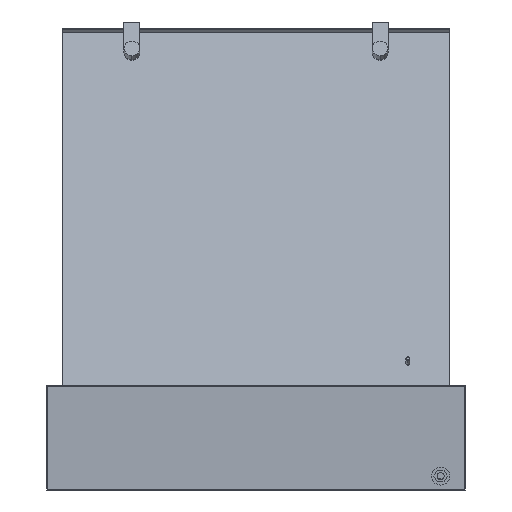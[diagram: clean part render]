
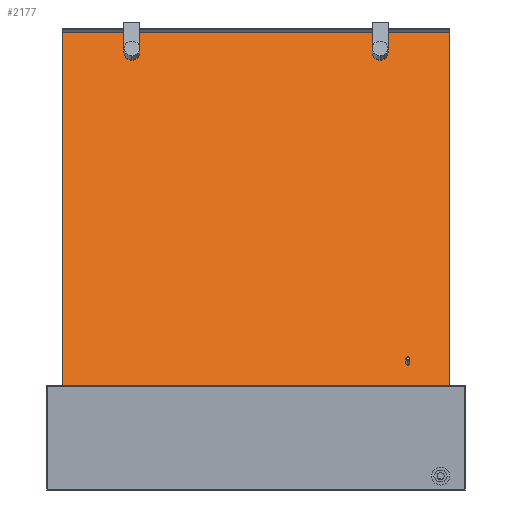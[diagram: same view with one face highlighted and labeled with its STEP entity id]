
A CAD part, left-side view. The second image highlights one B-rep face of the part: STEP entity #2177.
In plain terms, the highlighted face is planar.
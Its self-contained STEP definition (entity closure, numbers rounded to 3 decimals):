
#32 = FACE_BOUND ( 'NONE', #637, .T. ) ;
#115 = ORIENTED_EDGE ( 'NONE', *, *, #1324, .F. ) ;
#137 = CARTESIAN_POINT ( 'NONE',  ( 277., -277., -1. ) ) ;
#161 = FACE_OUTER_BOUND ( 'NONE', #3678, .T. ) ;
#173 = CARTESIAN_POINT ( 'NONE',  ( 277., 277., -1. ) ) ;
#197 = AXIS2_PLACEMENT_3D ( 'NONE', #2451, #4012, #2814 ) ;
#234 = VECTOR ( 'NONE', #1292, 1000. ) ;
#250 = EDGE_CURVE ( 'NONE', #3619, #3918, #3681, .T. ) ;
#445 = VERTEX_POINT ( 'NONE', #3668 ) ;
#605 = CIRCLE ( 'NONE', #2277, 3. ) ;
#637 = EDGE_LOOP ( 'NONE', ( #115, #1604 ) ) ;
#657 = VECTOR ( 'NONE', #4075, 1000. ) ;
#690 = EDGE_CURVE ( 'NONE', #2305, #4055, #605, .T. ) ;
#724 = DIRECTION ( 'NONE',  ( 1., 0., 0. ) ) ;
#875 = ORIENTED_EDGE ( 'NONE', *, *, #916, .F. ) ;
#903 = DIRECTION ( 'NONE',  ( 0., 0., -1. ) ) ;
#916 = EDGE_CURVE ( 'NONE', #1829, #445, #1226, .T. ) ;
#1085 = EDGE_CURVE ( 'NONE', #2612, #1371, #1396, .T. ) ;
#1097 = CARTESIAN_POINT ( 'NONE',  ( -235.5, -178., -1. ) ) ;
#1198 = CARTESIAN_POINT ( 'NONE',  ( 228., -218., -1. ) ) ;
#1206 = ORIENTED_EDGE ( 'NONE', *, *, #3559, .F. ) ;
#1226 = CIRCLE ( 'NONE', #1681, 11.5 ) ;
#1249 = DIRECTION ( 'NONE',  ( -1., 0., 0. ) ) ;
#1292 = DIRECTION ( 'NONE',  ( 0., 1., 0. ) ) ;
#1324 = EDGE_CURVE ( 'NONE', #4055, #2305, #5077, .T. ) ;
#1354 = DIRECTION ( 'NONE',  ( 1., 0., 0. ) ) ;
#1371 = VERTEX_POINT ( 'NONE', #2842 ) ;
#1396 = LINE ( 'NONE', #2876, #657 ) ;
#1404 = AXIS2_PLACEMENT_3D ( 'NONE', #3024, #1481, #2243 ) ;
#1443 = CARTESIAN_POINT ( 'NONE',  ( -247., 178., -1. ) ) ;
#1481 = DIRECTION ( 'NONE',  ( 0., 0., -1. ) ) ;
#1604 = ORIENTED_EDGE ( 'NONE', *, *, #690, .F. ) ;
#1681 = AXIS2_PLACEMENT_3D ( 'NONE', #4006, #903, #4769 ) ;
#1694 = CARTESIAN_POINT ( 'NONE',  ( -258.5, 178., -1. ) ) ;
#1791 = LINE ( 'NONE', #2400, #3269 ) ;
#1806 = LINE ( 'NONE', #4040, #234 ) ;
#1829 = VERTEX_POINT ( 'NONE', #1097 ) ;
#1950 = CARTESIAN_POINT ( 'NONE',  ( -235.5, 178., -1. ) ) ;
#1961 = CARTESIAN_POINT ( 'NONE',  ( 225., -218., -1. ) ) ;
#1990 = FACE_BOUND ( 'NONE', #3926, .T. ) ;
#1996 = DIRECTION ( 'NONE',  ( 1., 0., 0. ) ) ;
#2177 = ADVANCED_FACE ( 'NONE', ( #32, #161, #1990, #4146 ), #2954, .F. ) ;
#2235 = ORIENTED_EDGE ( 'NONE', *, *, #1085, .F. ) ;
#2243 = DIRECTION ( 'NONE',  ( 1., 0., 0. ) ) ;
#2277 = AXIS2_PLACEMENT_3D ( 'NONE', #4993, #2631, #724 ) ;
#2305 = VERTEX_POINT ( 'NONE', #1961 ) ;
#2342 = VECTOR ( 'NONE', #4874, 1000. ) ;
#2400 = CARTESIAN_POINT ( 'NONE',  ( 0., 277., -1. ) ) ;
#2423 = VERTEX_POINT ( 'NONE', #137 ) ;
#2451 = CARTESIAN_POINT ( 'NONE',  ( -247., 178., -1. ) ) ;
#2534 = CIRCLE ( 'NONE', #1404, 11.5 ) ;
#2553 = EDGE_CURVE ( 'NONE', #445, #1829, #2534, .T. ) ;
#2612 = VERTEX_POINT ( 'NONE', #3388 ) ;
#2631 = DIRECTION ( 'NONE',  ( 0., 0., -1. ) ) ;
#2672 = ORIENTED_EDGE ( 'NONE', *, *, #2553, .F. ) ;
#2811 = ORIENTED_EDGE ( 'NONE', *, *, #3586, .F. ) ;
#2814 = DIRECTION ( 'NONE',  ( 1., 0., 0. ) ) ;
#2842 = CARTESIAN_POINT ( 'NONE',  ( -277., -277., -1. ) ) ;
#2876 = CARTESIAN_POINT ( 'NONE',  ( -277., 0., -1. ) ) ;
#2940 = ORIENTED_EDGE ( 'NONE', *, *, #250, .T. ) ;
#2954 = PLANE ( 'NONE',  #4232 ) ;
#2969 = DIRECTION ( 'NONE',  ( 0., 0., 1. ) ) ;
#3024 = CARTESIAN_POINT ( 'NONE',  ( -247., -178., -1. ) ) ;
#3224 = EDGE_CURVE ( 'NONE', #3918, #3619, #3579, .T. ) ;
#3269 = VECTOR ( 'NONE', #1249, 1000. ) ;
#3388 = CARTESIAN_POINT ( 'NONE',  ( -277., 277., -1. ) ) ;
#3516 = LINE ( 'NONE', #4060, #2342 ) ;
#3559 = EDGE_CURVE ( 'NONE', #3688, #2612, #1791, .T. ) ;
#3579 = CIRCLE ( 'NONE', #3997, 11.5 ) ;
#3586 = EDGE_CURVE ( 'NONE', #1371, #2423, #3516, .T. ) ;
#3619 = VERTEX_POINT ( 'NONE', #1694 ) ;
#3635 = CARTESIAN_POINT ( 'NONE',  ( 231., -218., -1. ) ) ;
#3668 = CARTESIAN_POINT ( 'NONE',  ( -258.5, -178., -1. ) ) ;
#3678 = EDGE_LOOP ( 'NONE', ( #2235, #1206, #5049, #2811 ) ) ;
#3681 = CIRCLE ( 'NONE', #197, 11.5 ) ;
#3688 = VERTEX_POINT ( 'NONE', #173 ) ;
#3747 = AXIS2_PLACEMENT_3D ( 'NONE', #1198, #4312, #1996 ) ;
#3918 = VERTEX_POINT ( 'NONE', #1950 ) ;
#3926 = EDGE_LOOP ( 'NONE', ( #4950, #2940 ) ) ;
#3997 = AXIS2_PLACEMENT_3D ( 'NONE', #1443, #4193, #4587 ) ;
#4006 = CARTESIAN_POINT ( 'NONE',  ( -247., -178., -1. ) ) ;
#4012 = DIRECTION ( 'NONE',  ( 0., 0., 1. ) ) ;
#4040 = CARTESIAN_POINT ( 'NONE',  ( 277., 0., -1. ) ) ;
#4055 = VERTEX_POINT ( 'NONE', #3635 ) ;
#4060 = CARTESIAN_POINT ( 'NONE',  ( 0., -277., -1. ) ) ;
#4075 = DIRECTION ( 'NONE',  ( 0., -1., 0. ) ) ;
#4145 = CARTESIAN_POINT ( 'NONE',  ( 0., 0., -1. ) ) ;
#4146 = FACE_BOUND ( 'NONE', #4963, .T. ) ;
#4193 = DIRECTION ( 'NONE',  ( 0., 0., 1. ) ) ;
#4232 = AXIS2_PLACEMENT_3D ( 'NONE', #4145, #2969, #1354 ) ;
#4312 = DIRECTION ( 'NONE',  ( 0., 0., -1. ) ) ;
#4587 = DIRECTION ( 'NONE',  ( 1., 0., 0. ) ) ;
#4769 = DIRECTION ( 'NONE',  ( 1., 0., 0. ) ) ;
#4874 = DIRECTION ( 'NONE',  ( 1., 0., 0. ) ) ;
#4942 = EDGE_CURVE ( 'NONE', #2423, #3688, #1806, .T. ) ;
#4950 = ORIENTED_EDGE ( 'NONE', *, *, #3224, .T. ) ;
#4963 = EDGE_LOOP ( 'NONE', ( #875, #2672 ) ) ;
#4993 = CARTESIAN_POINT ( 'NONE',  ( 228., -218., -1. ) ) ;
#5049 = ORIENTED_EDGE ( 'NONE', *, *, #4942, .F. ) ;
#5077 = CIRCLE ( 'NONE', #3747, 3. ) ;
